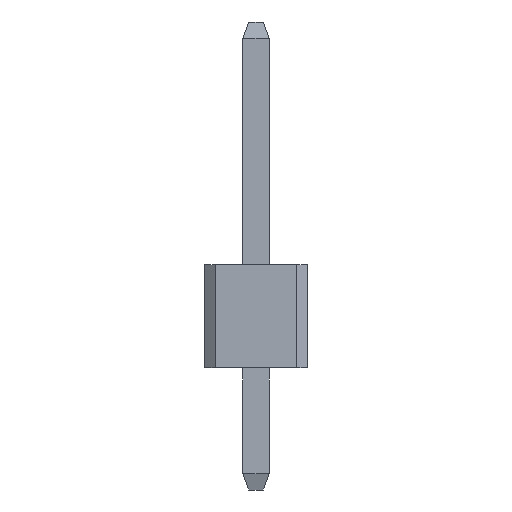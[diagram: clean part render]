
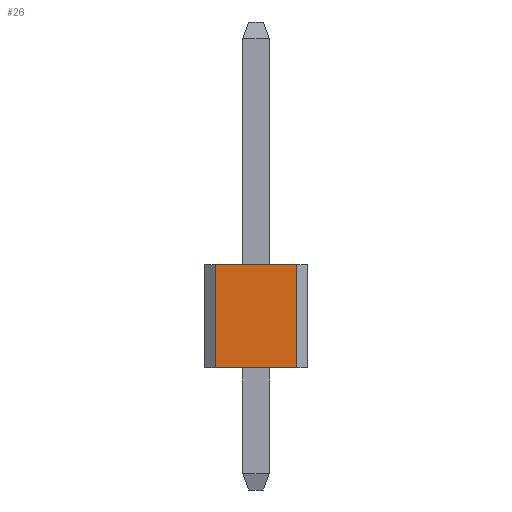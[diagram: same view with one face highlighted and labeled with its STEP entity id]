
A CAD part, front view. The second image highlights one B-rep face of the part: STEP entity #26.
In plain terms, the highlighted planar face has unit normal (0, -1, 0).
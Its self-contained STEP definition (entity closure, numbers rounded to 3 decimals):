
#7 = ORIENTED_EDGE ( 'NONE', *, *, #572, .F. ) ;
#26 = ADVANCED_FACE ( 'NONE', ( #462 ), #485, .T. ) ;
#45 = CARTESIAN_POINT ( 'NONE',  ( 1., -1.27, 5.54 ) ) ;
#118 = DIRECTION ( 'NONE',  ( 0., 0., -1. ) ) ;
#141 = EDGE_CURVE ( 'NONE', #567, #369, #1098, .T. ) ;
#165 = ORIENTED_EDGE ( 'NONE', *, *, #141, .T. ) ;
#181 = VERTEX_POINT ( 'NONE', #1084 ) ;
#243 = ORIENTED_EDGE ( 'NONE', *, *, #363, .F. ) ;
#249 = CARTESIAN_POINT ( 'NONE',  ( -1., -1.27, 5.54 ) ) ;
#306 = CARTESIAN_POINT ( 'NONE',  ( -1., -1.27, 5.54 ) ) ;
#363 = EDGE_CURVE ( 'NONE', #1059, #369, #970, .T. ) ;
#369 = VERTEX_POINT ( 'NONE', #1067 ) ;
#425 = VECTOR ( 'NONE', #996, 1000. ) ;
#437 = VECTOR ( 'NONE', #118, 1000. ) ;
#461 = VECTOR ( 'NONE', #1258, 1000. ) ;
#462 = FACE_OUTER_BOUND ( 'NONE', #1102, .T. ) ;
#485 = PLANE ( 'NONE',  #958 ) ;
#503 = CARTESIAN_POINT ( 'NONE',  ( 1., -1.27, 3. ) ) ;
#567 = VERTEX_POINT ( 'NONE', #249 ) ;
#572 = EDGE_CURVE ( 'NONE', #181, #1059, #934, .T. ) ;
#585 = DIRECTION ( 'NONE',  ( 0., 0., -1. ) ) ;
#607 = CARTESIAN_POINT ( 'NONE',  ( -1., -1.27, 5.54 ) ) ;
#734 = VECTOR ( 'NONE', #1245, 1000. ) ;
#836 = ORIENTED_EDGE ( 'NONE', *, *, #1077, .T. ) ;
#864 = CARTESIAN_POINT ( 'NONE',  ( -1., -1.27, 3. ) ) ;
#934 = LINE ( 'NONE', #45, #461 ) ;
#958 = AXIS2_PLACEMENT_3D ( 'NONE', #1251, #1161, #585 ) ;
#970 = LINE ( 'NONE', #864, #734 ) ;
#980 = LINE ( 'NONE', #607, #425 ) ;
#996 = DIRECTION ( 'NONE',  ( -1., 0., 0. ) ) ;
#1059 = VERTEX_POINT ( 'NONE', #503 ) ;
#1067 = CARTESIAN_POINT ( 'NONE',  ( -1., -1.27, 3. ) ) ;
#1077 = EDGE_CURVE ( 'NONE', #181, #567, #980, .T. ) ;
#1084 = CARTESIAN_POINT ( 'NONE',  ( 1., -1.27, 5.54 ) ) ;
#1098 = LINE ( 'NONE', #306, #437 ) ;
#1102 = EDGE_LOOP ( 'NONE', ( #243, #7, #836, #165 ) ) ;
#1161 = DIRECTION ( 'NONE',  ( 0., -1., 0. ) ) ;
#1245 = DIRECTION ( 'NONE',  ( -1., 0., 0. ) ) ;
#1251 = CARTESIAN_POINT ( 'NONE',  ( -1., -1.27, 5.54 ) ) ;
#1258 = DIRECTION ( 'NONE',  ( 0., 0., -1. ) ) ;
